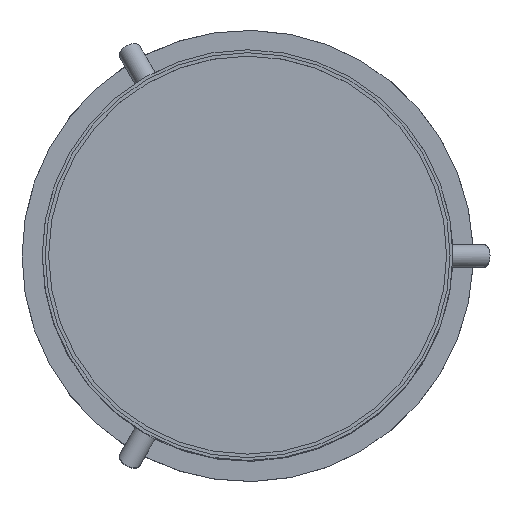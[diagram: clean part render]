
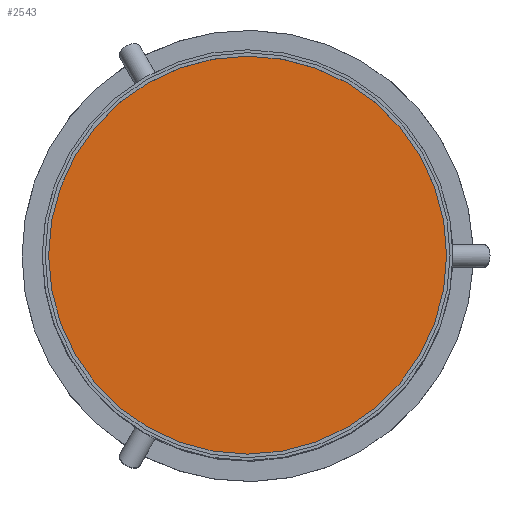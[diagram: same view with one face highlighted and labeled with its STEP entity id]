
A CAD part, top view. The second image highlights one B-rep face of the part: STEP entity #2543.
In plain terms, the highlighted planar face has unit normal (0, 0, 1).
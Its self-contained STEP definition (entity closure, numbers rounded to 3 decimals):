
#206=CIRCLE('',#2827,344.);
#291=PLANE('',#2826);
#428=FACE_OUTER_BOUND('',#619,.T.);
#619=EDGE_LOOP('',(#2313));
#1272=VERTEX_POINT('',#5028);
#1622=EDGE_CURVE('',#1272,#1272,#206,.T.);
#2313=ORIENTED_EDGE('',*,*,#1622,.T.);
#2543=ADVANCED_FACE('',(#428),#291,.T.);
#2826=AXIS2_PLACEMENT_3D('',#5027,#3506,#3507);
#2827=AXIS2_PLACEMENT_3D('',#5029,#3508,#3509);
#3506=DIRECTION('center_axis',(0.,0.,1.));
#3507=DIRECTION('ref_axis',(1.,0.,0.));
#3508=DIRECTION('center_axis',(0.,0.,1.));
#3509=DIRECTION('ref_axis',(-1.,0.,0.));
#5027=CARTESIAN_POINT('Origin',(0.,0.,805.));
#5028=CARTESIAN_POINT('',(344.,0.,805.));
#5029=CARTESIAN_POINT('Origin',(0.,0.,805.));
